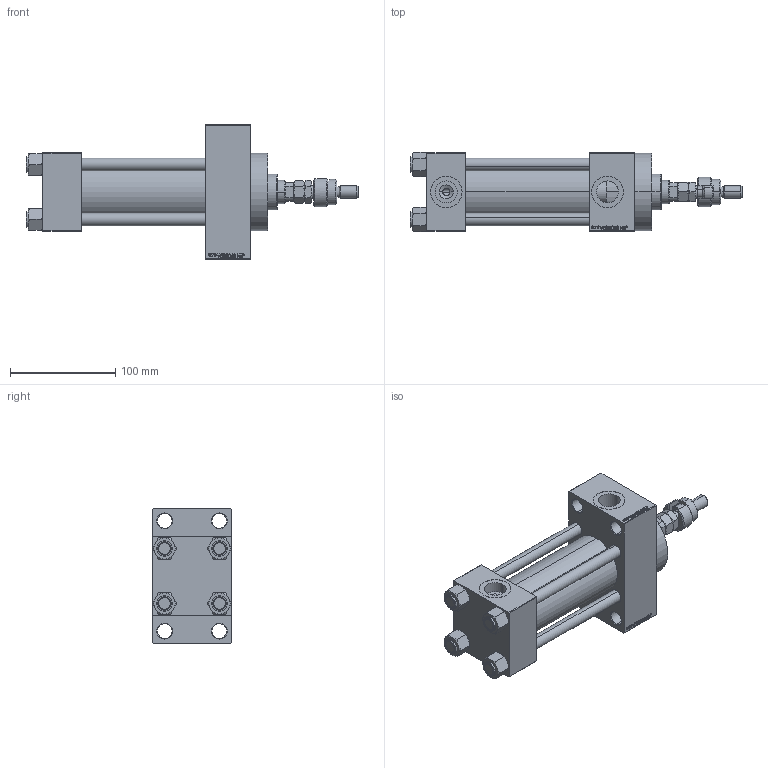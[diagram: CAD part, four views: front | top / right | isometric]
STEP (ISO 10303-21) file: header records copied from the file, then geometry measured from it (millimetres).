
FILE_DESCRIPTION (( 'STEP AP203' ), '1' );
FILE_NAME ('4d77.STEP', '2023-08-23T13:02:22', ( '' ), ( '' ), 'SwSTEP 2.0', 'SolidWorks 2019', '' );
FILE_SCHEMA (( 'CONFIG_CONTROL_DESIGN' ));
Length unit declared in the file: millimetre
Products named in the file (9): V215CR_D_TYCINKA 283318d3080cb6ce6c8d081af7166470; FEMALE_PART_FOR_DFA 283318d3080cb6ce6c8d081af7166470; NUT_M5_D 283318d3080cb6ce6c8d081af7166470; 4d77; V215CR_VCP_D 283318d3080cb6ce6c8d081af7166470; MFA 283318d3080cb6ce6c8d081af7166470; V215_VC_A 283318d3080cb6ce6c8d081af7166470; V215CR_D_Body 283318d3080cb6ce6c8d081af7166470; DFA 283318d3080cb6ce6c8d081af7166470
Assembly tree (14 placements, depth 3):
  4d77
    V215CR_D_Body 283318d3080cb6ce6c8d081af7166470
    V215CR_VCP_D 283318d3080cb6ce6c8d081af7166470
    NUT_M5_D 283318d3080cb6ce6c8d081af7166470  x4
    V215CR_D_TYCINKA 283318d3080cb6ce6c8d081af7166470  x4
    V215_VC_A 283318d3080cb6ce6c8d081af7166470
    DFA 283318d3080cb6ce6c8d081af7166470
      FEMALE_PART_FOR_DFA 283318d3080cb6ce6c8d081af7166470
      MFA 283318d3080cb6ce6c8d081af7166470
Bounding box: 316 x 75.54 x 128 mm (x, y, z)
Volume: 895320.3 mm3; surface area: 206983.8 mm2
Topology: 13 solids, 13 shells, 1188 faces, 2933 edges, 1885 vertices
Faces by surface type: plane 525, bspline 368, cone 182, cylinder 101, torus 12
Entity records: 50024 total; most frequent: CARTESIAN_POINT 25793, ORIENTED_EDGE 5358, DIRECTION 3567, EDGE_CURVE 2679, VERTEX_POINT 1741, LINE 1561, VECTOR 1561, EDGE_LOOP 1202
